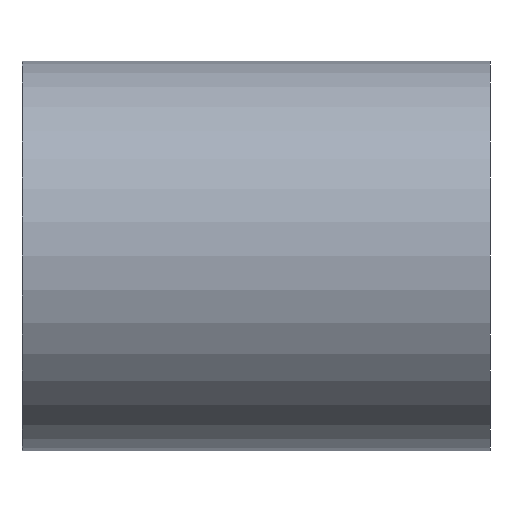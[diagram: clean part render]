
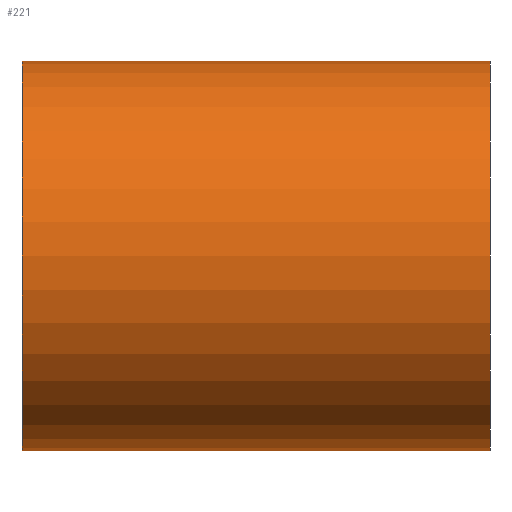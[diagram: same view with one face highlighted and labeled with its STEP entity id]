
A CAD part, left-side view. The second image highlights one B-rep face of the part: STEP entity #221.
In plain terms, the highlighted cylindrical face has radius 2.5 mm (diameter 5 mm), a partial arc.
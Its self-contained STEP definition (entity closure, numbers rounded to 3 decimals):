
#5 = AXIS2_PLACEMENT_3D ( 'NONE', #136, #138, #20 ) ;
#11 = CARTESIAN_POINT ( 'NONE',  ( 0., 0., 0. ) ) ;
#12 = AXIS2_PLACEMENT_3D ( 'NONE', #11, #49, #185 ) ;
#18 = CYLINDRICAL_SURFACE ( 'NONE', #5, 2.5 ) ;
#20 = DIRECTION ( 'NONE',  ( 0., 0., -1. ) ) ;
#21 = ORIENTED_EDGE ( 'NONE', *, *, #192, .F. ) ;
#24 = DIRECTION ( 'NONE',  ( 0., 1., 0. ) ) ;
#34 = VERTEX_POINT ( 'NONE', #164 ) ;
#49 = DIRECTION ( 'NONE',  ( 0., 1., 0. ) ) ;
#63 = CARTESIAN_POINT ( 'NONE',  ( 0., 6., 2.5 ) ) ;
#85 = ORIENTED_EDGE ( 'NONE', *, *, #149, .T. ) ;
#94 = ORIENTED_EDGE ( 'NONE', *, *, #241, .F. ) ;
#106 = LINE ( 'NONE', #165, #141 ) ;
#107 = VECTOR ( 'NONE', #181, 1000. ) ;
#111 = EDGE_LOOP ( 'NONE', ( #94, #21, #179, #85 ) ) ;
#133 = VERTEX_POINT ( 'NONE', #146 ) ;
#136 = CARTESIAN_POINT ( 'NONE',  ( 0., 6., 0. ) ) ;
#138 = DIRECTION ( 'NONE',  ( 0., -1., 0. ) ) ;
#141 = VECTOR ( 'NONE', #210, 1000. ) ;
#146 = CARTESIAN_POINT ( 'NONE',  ( 0., 6., -2.5 ) ) ;
#149 = EDGE_CURVE ( 'NONE', #172, #34, #226, .T. ) ;
#153 = DIRECTION ( 'NONE',  ( 0., 0., 1. ) ) ;
#157 = LINE ( 'NONE', #63, #107 ) ;
#158 = VERTEX_POINT ( 'NONE', #170 ) ;
#161 = AXIS2_PLACEMENT_3D ( 'NONE', #174, #24, #153 ) ;
#164 = CARTESIAN_POINT ( 'NONE',  ( 0., 0., 2.5 ) ) ;
#165 = CARTESIAN_POINT ( 'NONE',  ( 0., 6., -2.5 ) ) ;
#170 = CARTESIAN_POINT ( 'NONE',  ( 0., 6., 2.5 ) ) ;
#172 = VERTEX_POINT ( 'NONE', #240 ) ;
#174 = CARTESIAN_POINT ( 'NONE',  ( 0., 6., 0. ) ) ;
#179 = ORIENTED_EDGE ( 'NONE', *, *, #189, .T. ) ;
#181 = DIRECTION ( 'NONE',  ( 0., -1., 0. ) ) ;
#185 = DIRECTION ( 'NONE',  ( 0., 0., 1. ) ) ;
#189 = EDGE_CURVE ( 'NONE', #133, #172, #106, .T. ) ;
#192 = EDGE_CURVE ( 'NONE', #133, #158, #206, .T. ) ;
#197 = FACE_OUTER_BOUND ( 'NONE', #111, .T. ) ;
#206 = CIRCLE ( 'NONE', #161, 2.5 ) ;
#210 = DIRECTION ( 'NONE',  ( 0., -1., 0. ) ) ;
#221 = ADVANCED_FACE ( 'NONE', ( #197 ), #18, .T. ) ;
#226 = CIRCLE ( 'NONE', #12, 2.5 ) ;
#240 = CARTESIAN_POINT ( 'NONE',  ( 0., 0., -2.5 ) ) ;
#241 = EDGE_CURVE ( 'NONE', #158, #34, #157, .T. ) ;
